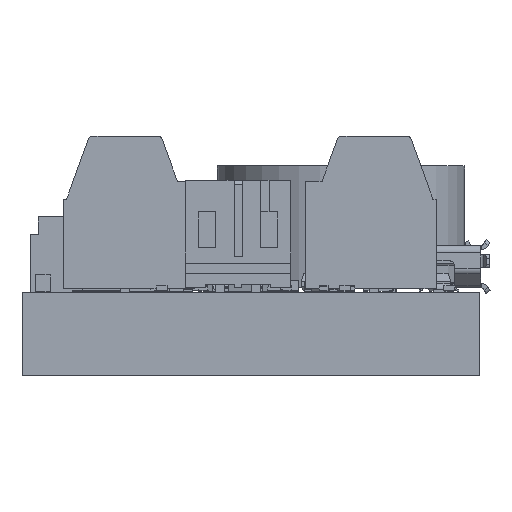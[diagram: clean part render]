
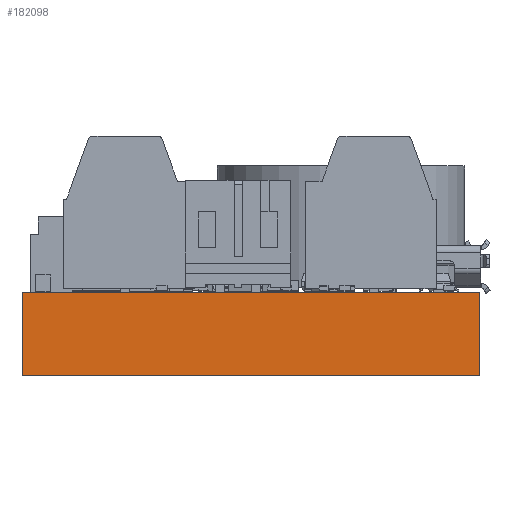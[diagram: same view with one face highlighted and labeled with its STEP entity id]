
A CAD part, left-side view. The second image highlights one B-rep face of the part: STEP entity #182098.
In plain terms, the highlighted planar face has unit normal (-1, 0, 0).
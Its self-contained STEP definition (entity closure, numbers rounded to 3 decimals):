
#181917 = PLANE('',#181918);
#181918 = AXIS2_PLACEMENT_3D('',#181919,#181920,#181921);
#181919 = CARTESIAN_POINT('',(162.179,-105.283,0.));
#181920 = DIRECTION('',(0.,-1.,0.));
#181921 = DIRECTION('',(-1.,0.,0.));
#181942 = VERTEX_POINT('',#181943);
#181943 = CARTESIAN_POINT('',(106.274,-105.283,4.67));
#181957 = PLANE('',#181958);
#181958 = AXIS2_PLACEMENT_3D('',#181959,#181960,#181961);
#181959 = CARTESIAN_POINT('',(134.226,-92.52,4.67));
#181960 = DIRECTION('',(-0.,-0.,-1.));
#181961 = DIRECTION('',(-1.,0.,0.));
#181969 = EDGE_CURVE('',#181970,#181942,#181972,.T.);
#181970 = VERTEX_POINT('',#181971);
#181971 = CARTESIAN_POINT('',(106.274,-105.283,0.));
#181972 = SURFACE_CURVE('',#181973,(#181977,#181984),.PCURVE_S1.);
#181973 = LINE('',#181974,#181975);
#181974 = CARTESIAN_POINT('',(106.274,-105.283,0.));
#181975 = VECTOR('',#181976,1.);
#181976 = DIRECTION('',(0.,0.,1.));
#181977 = PCURVE('',#181917,#181978);
#181978 = DEFINITIONAL_REPRESENTATION('',(#181979),#181983);
#181979 = LINE('',#181980,#181981);
#181980 = CARTESIAN_POINT('',(55.905,0.));
#181981 = VECTOR('',#181982,1.);
#181982 = DIRECTION('',(0.,-1.));
#181983 = ( GEOMETRIC_REPRESENTATION_CONTEXT(2) 
PARAMETRIC_REPRESENTATION_CONTEXT() REPRESENTATION_CONTEXT('2D SPACE',''
  ) );
#181984 = PCURVE('',#181985,#181990);
#181985 = PLANE('',#181986);
#181986 = AXIS2_PLACEMENT_3D('',#181987,#181988,#181989);
#181987 = CARTESIAN_POINT('',(106.274,-105.283,0.));
#181988 = DIRECTION('',(-1.,0.,0.));
#181989 = DIRECTION('',(0.,1.,0.));
#181990 = DEFINITIONAL_REPRESENTATION('',(#181991),#181995);
#181991 = LINE('',#181992,#181993);
#181992 = CARTESIAN_POINT('',(0.,0.));
#181993 = VECTOR('',#181994,1.);
#181994 = DIRECTION('',(0.,-1.));
#181995 = ( GEOMETRIC_REPRESENTATION_CONTEXT(2) 
PARAMETRIC_REPRESENTATION_CONTEXT() REPRESENTATION_CONTEXT('2D SPACE',''
  ) );
#182011 = PLANE('',#182012);
#182012 = AXIS2_PLACEMENT_3D('',#182013,#182014,#182015);
#182013 = CARTESIAN_POINT('',(134.226,-92.52,0.));
#182014 = DIRECTION('',(-0.,-0.,-1.));
#182015 = DIRECTION('',(-1.,0.,0.));
#182044 = PLANE('',#182045);
#182045 = AXIS2_PLACEMENT_3D('',#182046,#182047,#182048);
#182046 = CARTESIAN_POINT('',(106.274,-79.756,0.));
#182047 = DIRECTION('',(0.,1.,0.));
#182048 = DIRECTION('',(1.,0.,0.));
#182098 = ADVANCED_FACE('',(#182099),#181985,.T.);
#182099 = FACE_BOUND('',#182100,.T.);
#182100 = EDGE_LOOP('',(#182101,#182102,#182125,#182148));
#182101 = ORIENTED_EDGE('',*,*,#181969,.T.);
#182102 = ORIENTED_EDGE('',*,*,#182103,.T.);
#182103 = EDGE_CURVE('',#181942,#182104,#182106,.T.);
#182104 = VERTEX_POINT('',#182105);
#182105 = CARTESIAN_POINT('',(106.274,-79.756,4.67));
#182106 = SURFACE_CURVE('',#182107,(#182111,#182118),.PCURVE_S1.);
#182107 = LINE('',#182108,#182109);
#182108 = CARTESIAN_POINT('',(106.274,-105.283,4.67));
#182109 = VECTOR('',#182110,1.);
#182110 = DIRECTION('',(0.,1.,0.));
#182111 = PCURVE('',#181985,#182112);
#182112 = DEFINITIONAL_REPRESENTATION('',(#182113),#182117);
#182113 = LINE('',#182114,#182115);
#182114 = CARTESIAN_POINT('',(0.,-4.67));
#182115 = VECTOR('',#182116,1.);
#182116 = DIRECTION('',(1.,0.));
#182117 = ( GEOMETRIC_REPRESENTATION_CONTEXT(2) 
PARAMETRIC_REPRESENTATION_CONTEXT() REPRESENTATION_CONTEXT('2D SPACE',''
  ) );
#182118 = PCURVE('',#181957,#182119);
#182119 = DEFINITIONAL_REPRESENTATION('',(#182120),#182124);
#182120 = LINE('',#182121,#182122);
#182121 = CARTESIAN_POINT('',(27.953,-12.764));
#182122 = VECTOR('',#182123,1.);
#182123 = DIRECTION('',(0.,1.));
#182124 = ( GEOMETRIC_REPRESENTATION_CONTEXT(2) 
PARAMETRIC_REPRESENTATION_CONTEXT() REPRESENTATION_CONTEXT('2D SPACE',''
  ) );
#182125 = ORIENTED_EDGE('',*,*,#182126,.F.);
#182126 = EDGE_CURVE('',#182127,#182104,#182129,.T.);
#182127 = VERTEX_POINT('',#182128);
#182128 = CARTESIAN_POINT('',(106.274,-79.756,0.));
#182129 = SURFACE_CURVE('',#182130,(#182134,#182141),.PCURVE_S1.);
#182130 = LINE('',#182131,#182132);
#182131 = CARTESIAN_POINT('',(106.274,-79.756,0.));
#182132 = VECTOR('',#182133,1.);
#182133 = DIRECTION('',(0.,0.,1.));
#182134 = PCURVE('',#181985,#182135);
#182135 = DEFINITIONAL_REPRESENTATION('',(#182136),#182140);
#182136 = LINE('',#182137,#182138);
#182137 = CARTESIAN_POINT('',(25.527,0.));
#182138 = VECTOR('',#182139,1.);
#182139 = DIRECTION('',(0.,-1.));
#182140 = ( GEOMETRIC_REPRESENTATION_CONTEXT(2) 
PARAMETRIC_REPRESENTATION_CONTEXT() REPRESENTATION_CONTEXT('2D SPACE',''
  ) );
#182141 = PCURVE('',#182044,#182142);
#182142 = DEFINITIONAL_REPRESENTATION('',(#182143),#182147);
#182143 = LINE('',#182144,#182145);
#182144 = CARTESIAN_POINT('',(0.,0.));
#182145 = VECTOR('',#182146,1.);
#182146 = DIRECTION('',(0.,-1.));
#182147 = ( GEOMETRIC_REPRESENTATION_CONTEXT(2) 
PARAMETRIC_REPRESENTATION_CONTEXT() REPRESENTATION_CONTEXT('2D SPACE',''
  ) );
#182148 = ORIENTED_EDGE('',*,*,#182149,.F.);
#182149 = EDGE_CURVE('',#181970,#182127,#182150,.T.);
#182150 = SURFACE_CURVE('',#182151,(#182155,#182162),.PCURVE_S1.);
#182151 = LINE('',#182152,#182153);
#182152 = CARTESIAN_POINT('',(106.274,-105.283,0.));
#182153 = VECTOR('',#182154,1.);
#182154 = DIRECTION('',(0.,1.,0.));
#182155 = PCURVE('',#181985,#182156);
#182156 = DEFINITIONAL_REPRESENTATION('',(#182157),#182161);
#182157 = LINE('',#182158,#182159);
#182158 = CARTESIAN_POINT('',(0.,0.));
#182159 = VECTOR('',#182160,1.);
#182160 = DIRECTION('',(1.,0.));
#182161 = ( GEOMETRIC_REPRESENTATION_CONTEXT(2) 
PARAMETRIC_REPRESENTATION_CONTEXT() REPRESENTATION_CONTEXT('2D SPACE',''
  ) );
#182162 = PCURVE('',#182011,#182163);
#182163 = DEFINITIONAL_REPRESENTATION('',(#182164),#182168);
#182164 = LINE('',#182165,#182166);
#182165 = CARTESIAN_POINT('',(27.953,-12.764));
#182166 = VECTOR('',#182167,1.);
#182167 = DIRECTION('',(0.,1.));
#182168 = ( GEOMETRIC_REPRESENTATION_CONTEXT(2) 
PARAMETRIC_REPRESENTATION_CONTEXT() REPRESENTATION_CONTEXT('2D SPACE',''
  ) );
